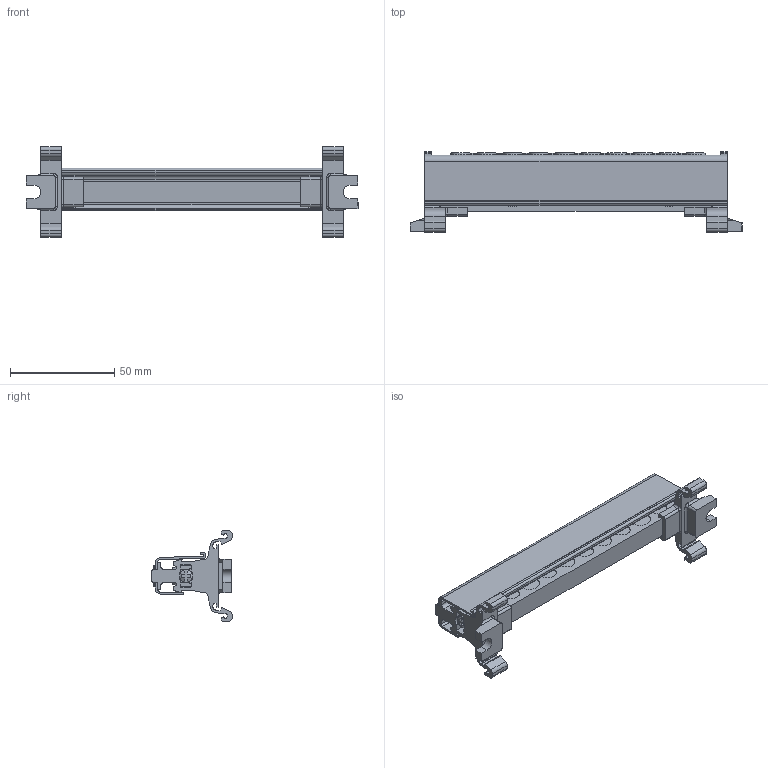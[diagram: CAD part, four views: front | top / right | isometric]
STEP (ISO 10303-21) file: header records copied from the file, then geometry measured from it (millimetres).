
FILE_DESCRIPTION (( 'STEP AP203' ), '1' );
FILE_NAME ('10x15 Tek Kutuplu Daðýtýcý Ünite - 10 Delikli.STEP', '2018-12-07T13:28:48', ( '' ), ( '' ), 'SwSTEP 2.0', 'SolidWorks 2011', '' );
FILE_SCHEMA (( 'CONFIG_CONTROL_DESIGN' ));
Length unit declared in the file: millimetre
Products named in the file (1): 10x15 Tek Kutuplu Daðýtýcý Ünite - 10 Delikli
Bounding box: 159 x 38.38 x 43.2 mm (x, y, z)
Volume: 38541 mm3; surface area: 32493.4 mm2
Topology: 1 solids, 4 shells, 949 faces, 2594 edges, 1668 vertices
Faces by surface type: plane 490, cylinder 231, bspline 158, cone 70
Entity records: 33747 total; most frequent: CARTESIAN_POINT 10263, ORIENTED_EDGE 5176, DIRECTION 4590, EDGE_CURVE 2588, VERTEX_POINT 1668, AXIS2_PLACEMENT_3D 1537, LINE 1516, VECTOR 1516
